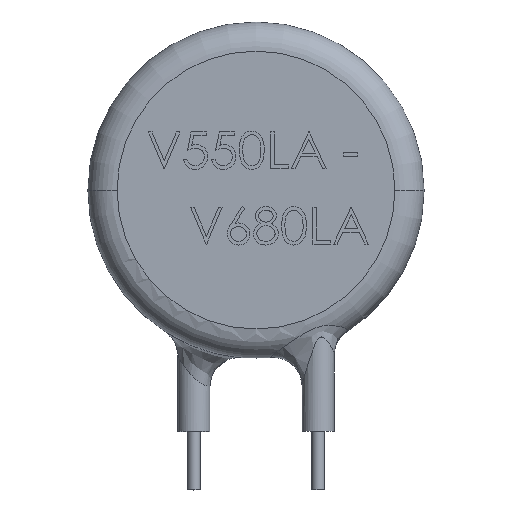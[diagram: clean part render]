
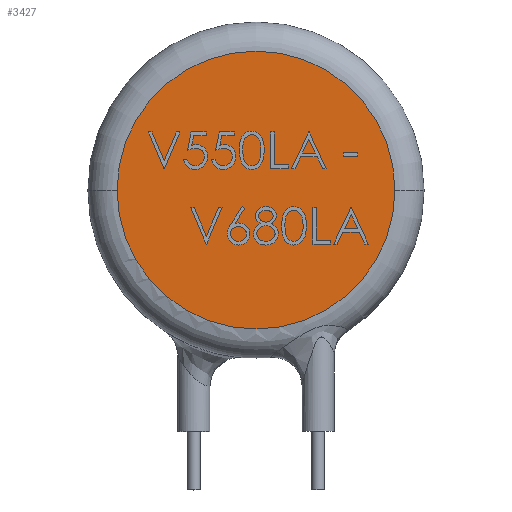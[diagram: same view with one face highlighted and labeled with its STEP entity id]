
A CAD part, top view. The second image highlights one B-rep face of the part: STEP entity #3427.
In plain terms, the highlighted planar face has unit normal (0, 0, 1).
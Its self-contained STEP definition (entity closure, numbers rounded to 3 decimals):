
#1661 = DIRECTION ( 'NONE',  ( 1., 0., 0. ) ) ;
#1857 = CIRCLE ( 'NONE', #6851, 9.5 ) ;
#1860 = ORIENTED_EDGE ( 'NONE', *, *, #10132, .T. ) ;
#1884 = CARTESIAN_POINT ( 'NONE',  ( 0., 0., 4.15 ) ) ;
#3051 = DIRECTION ( 'NONE',  ( 0., 0., 1. ) ) ;
#3427 = ADVANCED_FACE ( 'NONE', ( #5450 ), #11367, .T. ) ;
#4641 = CARTESIAN_POINT ( 'NONE',  ( 0., 0., 4.15 ) ) ;
#5450 = FACE_OUTER_BOUND ( 'NONE', #9206, .T. ) ;
#6316 = VERTEX_POINT ( 'NONE', #10696 ) ;
#6404 = DIRECTION ( 'NONE',  ( 0., 0., 1. ) ) ;
#6541 = ORIENTED_EDGE ( 'NONE', *, *, #10601, .T. ) ;
#6631 = AXIS2_PLACEMENT_3D ( 'NONE', #1884, #3051, #7708 ) ;
#6851 = AXIS2_PLACEMENT_3D ( 'NONE', #11379, #6404, #8549 ) ;
#7572 = VERTEX_POINT ( 'NONE', #10681 ) ;
#7656 = CIRCLE ( 'NONE', #6631, 9.5 ) ;
#7708 = DIRECTION ( 'NONE',  ( 1., 0., 0. ) ) ;
#8227 = AXIS2_PLACEMENT_3D ( 'NONE', #4641, #12142, #1661 ) ;
#8549 = DIRECTION ( 'NONE',  ( 1., 0., 0. ) ) ;
#9206 = EDGE_LOOP ( 'NONE', ( #6541, #1860 ) ) ;
#10132 = EDGE_CURVE ( 'NONE', #6316, #7572, #1857, .T. ) ;
#10601 = EDGE_CURVE ( 'NONE', #7572, #6316, #7656, .T. ) ;
#10681 = CARTESIAN_POINT ( 'NONE',  ( 9.5, 0., 4.15 ) ) ;
#10696 = CARTESIAN_POINT ( 'NONE',  ( -9.5, 0., 4.15 ) ) ;
#11367 = PLANE ( 'NONE',  #8227 ) ;
#11379 = CARTESIAN_POINT ( 'NONE',  ( 0., 0., 4.15 ) ) ;
#12142 = DIRECTION ( 'NONE',  ( 0., 0., 1. ) ) ;
